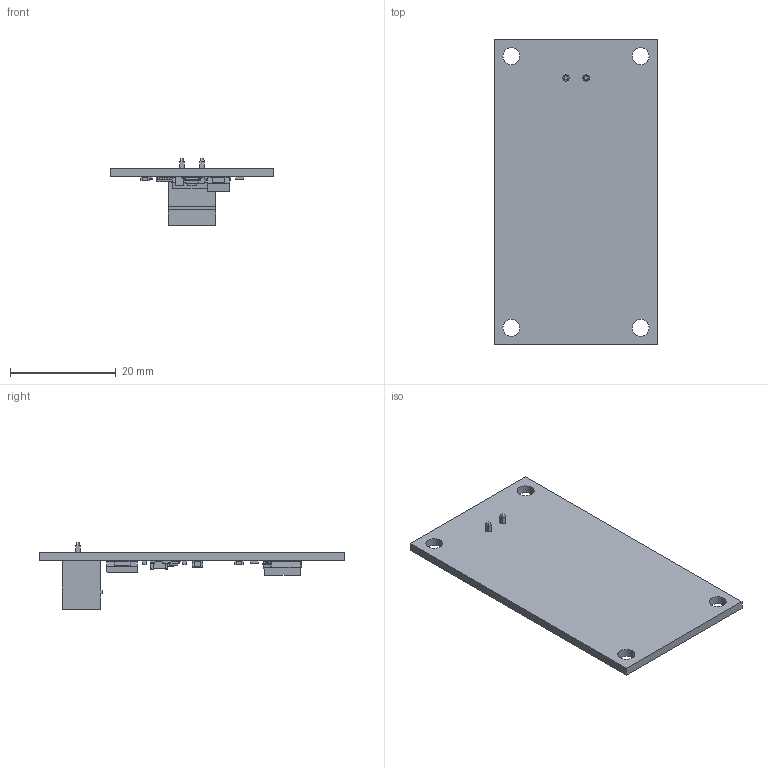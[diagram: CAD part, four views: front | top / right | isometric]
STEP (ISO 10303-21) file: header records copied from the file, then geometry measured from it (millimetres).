
FILE_DESCRIPTION(/* description */ ('STEP AP242','CAx-IF Rec.Pracs.---Representation and Presentation of Product Manufacturing Information (PMI)---4.0---2014-10-13','CAx-IF Rec.Pracs.---3D Tessellated Geometry---0.4---2014-09-14','2;1'),/* implementation_level */ '2;1');
FILE_NAME(/* name */ '671946f75a797301722a2b2a',/* time_stamp */ '2024-10-23T18:56:57Z',/* author */ (''),/* organization */ (''),/* preprocessor_version */ 'ST-DEVELOPER v20',/* originating_system */ ' ',/* authorisation */ ' ');
FILE_SCHEMA (('AP242_MANAGED_MODEL_BASED_3D_ENGINEERING_MIM_LF { 1 0 10303 442 1 1 4 }'));
Length unit declared in the file: metre
Products named in the file (1): Pcb_cec7
Bounding box: 31 x 58 x 12.6 mm (x, y, z)
Volume: 3457.9 mm3; surface area: 4914.6 mm2
Topology: 1 solids, 1 shells, 746 faces, 2025 edges, 1310 vertices
Faces by surface type: plane 527, cylinder 219
Full cylindrical faces by diameter (mm): 3.2 x4
Entity records: 28436 total; most frequent: CARTESIAN_POINT 4078, ORIENTED_EDGE 4042, DIRECTION 3953, EDGE_CURVE 2021, LINE 1583, VECTOR 1583, VERTEX_POINT 1310, AXIS2_PLACEMENT_3D 1185
